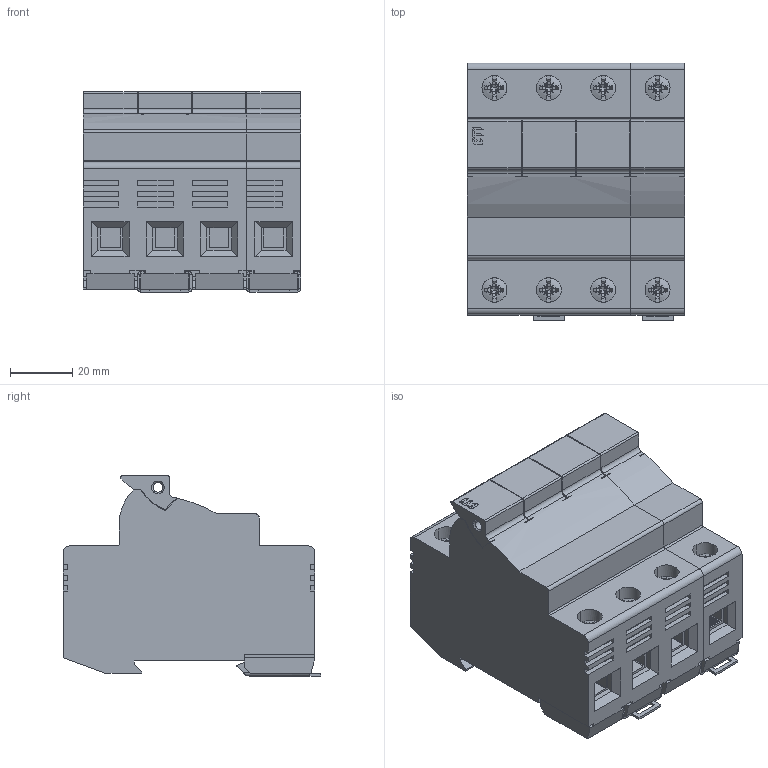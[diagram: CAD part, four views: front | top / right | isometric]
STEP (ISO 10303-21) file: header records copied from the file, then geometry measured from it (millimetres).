
FILE_DESCRIPTION((''),'2;1');
FILE_NAME('EFD10_4P_ASM','2019-05-07T',('luka.skrinjar'),('Audax d.o.o.'),'CREO PARAMETRIC BY PTC INC, 2016050','CREO PARAMETRIC BY PTC INC, 2016050','');
FILE_SCHEMA(('AUTOMOTIVE_DESIGN { 1 0 10303 214 1 1 1 1 }'));
Length unit declared in the file: millimetre
Products named in the file (3): PRT0001; PRT0002; EFD10_4P_ASM
Assembly tree (2 placements, depth 2):
  EFD10_4P_ASM
    PRT0001
    PRT0002
Bounding box: 70 x 82.89 x 64.35 mm (x, y, z)
Volume: 258608.6 mm3; surface area: 46582.1 mm2
Topology: 2 solids, 2 shells, 1163 faces, 3262 edges, 2116 vertices
Faces by surface type: plane 869, cylinder 186, cone 64, bspline 20, sphere 16, torus 8
Entity records: 51528 total; most frequent: CARTESIAN_POINT 8909, ORIENTED_EDGE 6492, DIRECTION 5721, PRESENTATION_STYLE_ASSIGNMENT 3683, STYLED_ITEM 3680, CURVE_STYLE 3246, EDGE_CURVE 3246, VECTOR 2185
